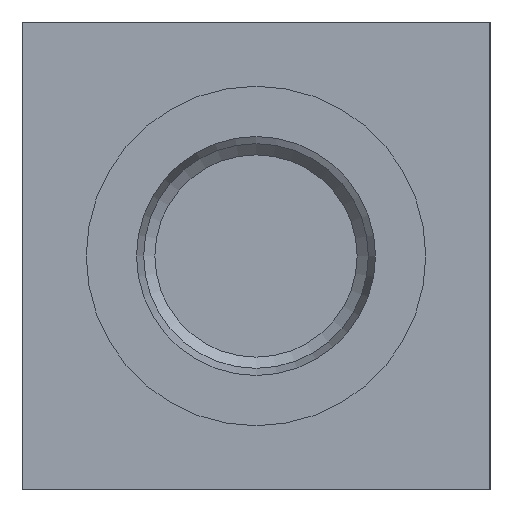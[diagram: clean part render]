
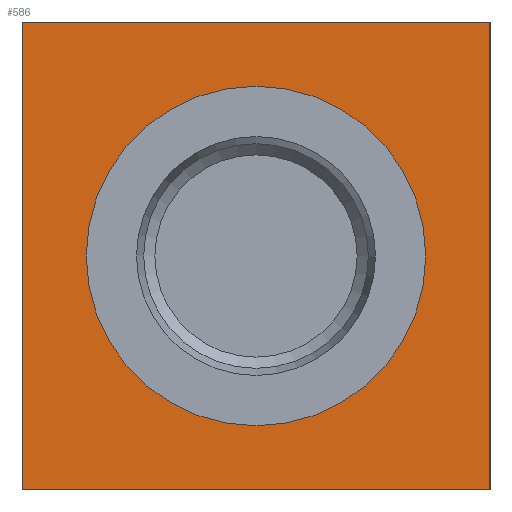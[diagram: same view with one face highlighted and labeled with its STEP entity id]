
A CAD part, left-side view. The second image highlights one B-rep face of the part: STEP entity #586.
In plain terms, the highlighted planar face has unit normal (-1, 0, 0).
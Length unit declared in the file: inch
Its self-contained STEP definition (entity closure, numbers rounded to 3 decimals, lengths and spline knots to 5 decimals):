
#586 = ADVANCED_FACE( '', ( #1280, #1281 ), #1282, .F. );
#1280 = FACE_BOUND( '', #1985, .T. );
#1281 = FACE_OUTER_BOUND( '', #1986, .T. );
#1282 = PLANE( '', #1987 );
#1985 = EDGE_LOOP( '', ( #3528 ) );
#1986 = EDGE_LOOP( '', ( #3529, #3530, #3531, #3532 ) );
#1987 = AXIS2_PLACEMENT_3D( '', #3533, #3534, #3535 );
#3528 = ORIENTED_EDGE( '', *, *, #3775, .T. );
#3529 = ORIENTED_EDGE( '', *, *, #3849, .F. );
#3530 = ORIENTED_EDGE( '', *, *, #4070, .F. );
#3531 = ORIENTED_EDGE( '', *, *, #4012, .F. );
#3532 = ORIENTED_EDGE( '', *, *, #3885, .F. );
#3533 = CARTESIAN_POINT( '', ( 0., 0., 0. ) );
#3534 = DIRECTION( '', ( 1., 0., 0. ) );
#3535 = DIRECTION( '', ( 0., 0., -1. ) );
#3775 = EDGE_CURVE( '', #4471, #4471, #4472, .T. );
#3849 = EDGE_CURVE( '', #4607, #4608, #4609, .T. );
#3885 = EDGE_CURVE( '', #4608, #4669, #4670, .T. );
#4012 = EDGE_CURVE( '', #4669, #4855, #4856, .T. );
#4070 = EDGE_CURVE( '', #4855, #4607, #4936, .T. );
#4471 = VERTEX_POINT( '', #5434 );
#4472 = CIRCLE( '', #5435, 0.816 );
#4607 = VERTEX_POINT( '', #5615 );
#4608 = VERTEX_POINT( '', #5616 );
#4609 = LINE( '', #5617, #5618 );
#4669 = VERTEX_POINT( '', #5690 );
#4670 = LINE( '', #5691, #5692 );
#4855 = VERTEX_POINT( '', #5921 );
#4856 = LINE( '', #5922, #5923 );
#4936 = LINE( '', #6033, #6034 );
#5434 = CARTESIAN_POINT( '', ( 0., 1.125, 0.309 ) );
#5435 = AXIS2_PLACEMENT_3D( '', #6489, #6490, #6491 );
#5615 = CARTESIAN_POINT( '', ( 0., 2.25, 0. ) );
#5616 = CARTESIAN_POINT( '', ( 0., 2.25, 2.25 ) );
#5617 = CARTESIAN_POINT( '', ( 0., 2.25, 0. ) );
#5618 = VECTOR( '', #6612, 39.37008 );
#5690 = CARTESIAN_POINT( '', ( 0., 0., 2.25 ) );
#5691 = CARTESIAN_POINT( '', ( 0., 2.25, 2.25 ) );
#5692 = VECTOR( '', #6676, 39.37008 );
#5921 = CARTESIAN_POINT( '', ( 0., 0., 0. ) );
#5922 = CARTESIAN_POINT( '', ( 0., 0., 2.25 ) );
#5923 = VECTOR( '', #6826, 39.37008 );
#6033 = CARTESIAN_POINT( '', ( 0., 0., 0. ) );
#6034 = VECTOR( '', #6896, 39.37008 );
#6489 = CARTESIAN_POINT( '', ( 0., 1.125, 1.125 ) );
#6490 = DIRECTION( '', ( 1., 0., 0. ) );
#6491 = DIRECTION( '', ( 0., 0., -1. ) );
#6612 = DIRECTION( '', ( 0., 0., 1. ) );
#6676 = DIRECTION( '', ( 0., -1., 0. ) );
#6826 = DIRECTION( '', ( 0., 0., -1. ) );
#6896 = DIRECTION( '', ( 0., 1., 0. ) );
